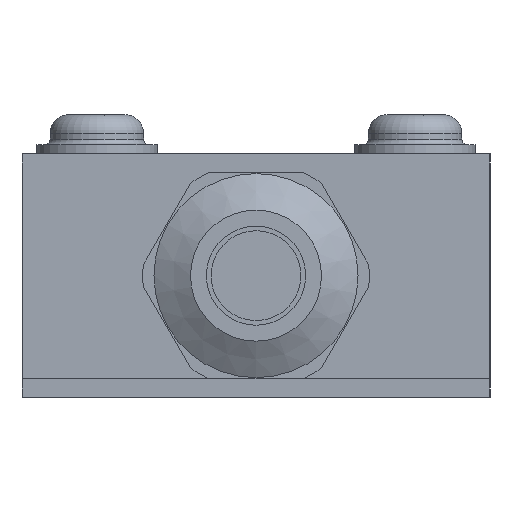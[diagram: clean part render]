
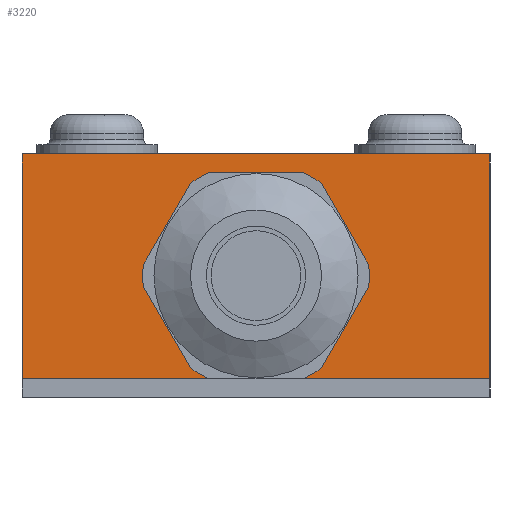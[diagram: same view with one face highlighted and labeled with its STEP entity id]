
A CAD part, left-side view. The second image highlights one B-rep face of the part: STEP entity #3220.
In plain terms, the highlighted planar face has unit normal (-1, 0, 0).
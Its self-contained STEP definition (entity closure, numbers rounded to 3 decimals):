
#123 = VERTEX_POINT ( 'NONE', #4870 ) ;
#144 = AXIS2_PLACEMENT_3D ( 'NONE', #6875, #6889, #6966 ) ;
#469 = VERTEX_POINT ( 'NONE', #1143 ) ;
#476 = LINE ( 'NONE', #3617, #3029 ) ;
#1119 = LINE ( 'NONE', #4918, #5306 ) ;
#1143 = CARTESIAN_POINT ( 'NONE',  ( -46.5, -12.5, 1. ) ) ;
#1204 = ORIENTED_EDGE ( 'NONE', *, *, #5954, .F. ) ;
#1377 = VECTOR ( 'NONE', #1917, 1000. ) ;
#1483 = FACE_OUTER_BOUND ( 'NONE', #4650, .T. ) ;
#1508 = EDGE_CURVE ( 'NONE', #3191, #123, #476, .T. ) ;
#1674 = DIRECTION ( 'NONE',  ( -1., 0., 0. ) ) ;
#1917 = DIRECTION ( 'NONE',  ( 0., -1., 0. ) ) ;
#1934 = EDGE_CURVE ( 'NONE', #3191, #4999, #6148, .T. ) ;
#2263 = ORIENTED_EDGE ( 'NONE', *, *, #3611, .F. ) ;
#2520 = CARTESIAN_POINT ( 'NONE',  ( -46.5, 0., 6.5 ) ) ;
#2556 = EDGE_CURVE ( 'NONE', #4137, #4137, #5979, .T. ) ;
#2627 = EDGE_LOOP ( 'NONE', ( #3308 ) ) ;
#2885 = DIRECTION ( 'NONE',  ( 0., 0., 1. ) ) ;
#2892 = LINE ( 'NONE', #4235, #6832 ) ;
#3029 = VECTOR ( 'NONE', #6330, 1000. ) ;
#3191 = VERTEX_POINT ( 'NONE', #5879 ) ;
#3220 = ADVANCED_FACE ( 'NONE', ( #5224, #1483 ), #6266, .F. ) ;
#3233 = AXIS2_PLACEMENT_3D ( 'NONE', #2520, #1674, #2885 ) ;
#3308 = ORIENTED_EDGE ( 'NONE', *, *, #2556, .F. ) ;
#3398 = DIRECTION ( 'NONE',  ( 0., 0., -1. ) ) ;
#3408 = CARTESIAN_POINT ( 'NONE',  ( -46.5, 0., 9.9 ) ) ;
#3611 = EDGE_CURVE ( 'NONE', #4999, #469, #1119, .T. ) ;
#3617 = CARTESIAN_POINT ( 'NONE',  ( -46.5, 12.5, 13. ) ) ;
#3760 = ORIENTED_EDGE ( 'NONE', *, *, #1508, .T. ) ;
#4034 = DIRECTION ( 'NONE',  ( 0., 1., 0. ) ) ;
#4137 = VERTEX_POINT ( 'NONE', #3408 ) ;
#4163 = CARTESIAN_POINT ( 'NONE',  ( -46.5, -12.5, 13. ) ) ;
#4235 = CARTESIAN_POINT ( 'NONE',  ( -46.5, 12.5, 1. ) ) ;
#4650 = EDGE_LOOP ( 'NONE', ( #1204, #2263, #6823, #3760 ) ) ;
#4870 = CARTESIAN_POINT ( 'NONE',  ( -46.5, 12.5, 1. ) ) ;
#4918 = CARTESIAN_POINT ( 'NONE',  ( -46.5, -12.5, 13. ) ) ;
#4999 = VERTEX_POINT ( 'NONE', #4163 ) ;
#5224 = FACE_BOUND ( 'NONE', #2627, .T. ) ;
#5306 = VECTOR ( 'NONE', #3398, 1000. ) ;
#5879 = CARTESIAN_POINT ( 'NONE',  ( -46.5, 12.5, 13. ) ) ;
#5954 = EDGE_CURVE ( 'NONE', #469, #123, #2892, .T. ) ;
#5979 = CIRCLE ( 'NONE', #3233, 3.4 ) ;
#6148 = LINE ( 'NONE', #6246, #1377 ) ;
#6246 = CARTESIAN_POINT ( 'NONE',  ( -46.5, 12.5, 13. ) ) ;
#6266 = PLANE ( 'NONE',  #144 ) ;
#6330 = DIRECTION ( 'NONE',  ( 0., 0., -1. ) ) ;
#6823 = ORIENTED_EDGE ( 'NONE', *, *, #1934, .F. ) ;
#6832 = VECTOR ( 'NONE', #4034, 1000. ) ;
#6875 = CARTESIAN_POINT ( 'NONE',  ( -46.5, 12.5, 13. ) ) ;
#6889 = DIRECTION ( 'NONE',  ( 1., 0., 0. ) ) ;
#6966 = DIRECTION ( 'NONE',  ( 0., 1., 0. ) ) ;
